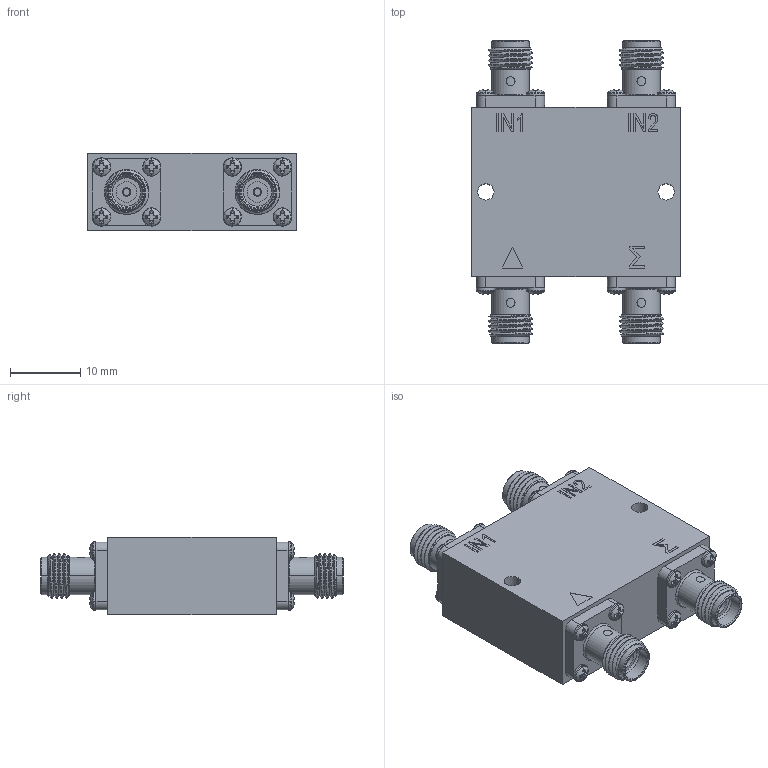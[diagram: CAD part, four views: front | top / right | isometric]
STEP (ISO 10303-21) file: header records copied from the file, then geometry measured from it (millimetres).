
FILE_DESCRIPTION (( 'STEP AP214' ), '1' );
FILE_NAME ('PE2CP1161 ¦ FMCP1161.step', '2021-05-20T15:04:43', ( '' ), ( '' ), 'SwSTEP 2.0', 'SolidWorks 2020', '' );
FILE_SCHEMA (( 'AUTOMOTIVE_DESIGN' ));
Length unit declared in the file: inch
Products named in the file (1): PE2CP1161 ｦ FMCP1161
Bounding box: 29.6 x 43.05 x 11 mm (x, y, z)
Volume: 8875.1 mm3; surface area: 4414.5 mm2
Topology: 1 solids, 17 shells, 842 faces, 2182 edges, 1424 vertices
Faces by surface type: plane 440, cylinder 180, cone 128, bspline 86, torus 8
Entity records: 31762 total; most frequent: CARTESIAN_POINT 12295, ORIENTED_EDGE 4364, DIRECTION 3632, EDGE_CURVE 2182, VERTEX_POINT 1424, AXIS2_PLACEMENT_3D 1357, LINE 918, VECTOR 918
